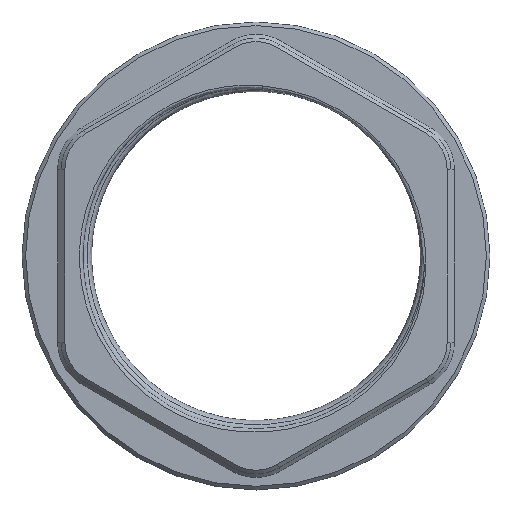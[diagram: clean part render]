
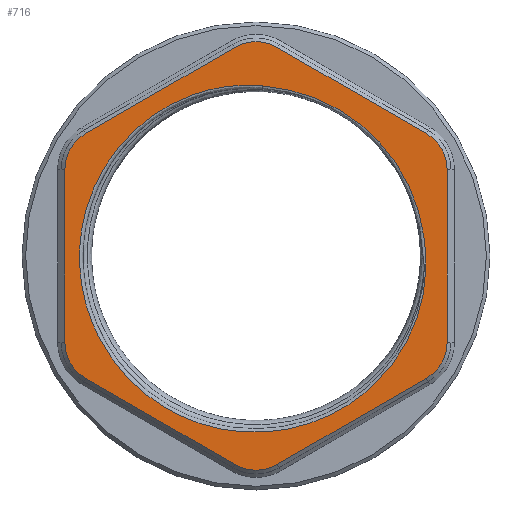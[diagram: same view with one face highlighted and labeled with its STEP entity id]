
A CAD part, top view. The second image highlights one B-rep face of the part: STEP entity #716.
In plain terms, the highlighted planar face has unit normal (0, 0, 1).
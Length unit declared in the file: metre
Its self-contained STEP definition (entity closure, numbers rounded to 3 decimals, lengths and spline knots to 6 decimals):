
#33=LINE('',#2133,#93);
#34=LINE('',#2137,#94);
#35=LINE('',#2141,#95);
#36=LINE('',#2145,#96);
#37=LINE('',#2149,#97);
#38=LINE('',#2153,#98);
#93=VECTOR('',#860,1.);
#94=VECTOR('',#863,1.);
#95=VECTOR('',#866,1.);
#96=VECTOR('',#869,1.);
#97=VECTOR('',#872,1.);
#98=VECTOR('',#875,1.);
#170=B_SPLINE_CURVE_WITH_KNOTS('',3,(#2154,#2155,#2156,#2157,#2158,#2159,
#2160,#2161,#2162,#2163,#2164,#2165,#2166,#2167,#2168,#2169,#2170,#2171,
#2172,#2173,#2174,#2175,#2176,#2177,#2178,#2179,#2180),.UNSPECIFIED.,.F.,
 .F.,(4,1,1,1,1,1,1,1,1,1,1,1,1,1,1,1,1,1,1,1,1,1,1,1,4),(0.,0.011414,
0.017121,0.019974,0.022828,0.025681,
0.028535,0.031388,0.034242,0.039949,
0.042802,0.045656,0.051363,0.054216,
0.05707,0.062777,0.06563,0.068484,
0.071337,0.074191,0.077044,0.079898,
0.085605,0.088458,0.091312),.UNSPECIFIED.);
#171=B_SPLINE_CURVE_WITH_KNOTS('',3,(#2183,#2184,#2185,#2186,#2187,#2188,
#2189,#2190,#2191,#2192,#2193),.UNSPECIFIED.,.F.,.F.,(4,1,1,1,1,1,1,1,4),
(0.,0.003709,0.007418,0.011128,
0.014837,0.018546,0.022255,0.025965,
0.029674),.UNSPECIFIED.);
#185=ORIENTED_EDGE('',*,*,#393,.T.);
#186=ORIENTED_EDGE('',*,*,#394,.T.);
#187=ORIENTED_EDGE('',*,*,#395,.T.);
#188=ORIENTED_EDGE('',*,*,#396,.T.);
#189=ORIENTED_EDGE('',*,*,#397,.T.);
#190=ORIENTED_EDGE('',*,*,#398,.T.);
#191=ORIENTED_EDGE('',*,*,#399,.T.);
#192=ORIENTED_EDGE('',*,*,#400,.T.);
#193=ORIENTED_EDGE('',*,*,#401,.T.);
#194=ORIENTED_EDGE('',*,*,#402,.T.);
#195=ORIENTED_EDGE('',*,*,#403,.T.);
#196=ORIENTED_EDGE('',*,*,#404,.T.);
#197=ORIENTED_EDGE('',*,*,#405,.T.);
#198=ORIENTED_EDGE('',*,*,#406,.T.);
#393=EDGE_CURVE('',#496,#497,#550,.T.);
#394=EDGE_CURVE('',#497,#498,#33,.T.);
#395=EDGE_CURVE('',#498,#499,#551,.T.);
#396=EDGE_CURVE('',#499,#500,#34,.T.);
#397=EDGE_CURVE('',#500,#501,#552,.T.);
#398=EDGE_CURVE('',#501,#502,#35,.T.);
#399=EDGE_CURVE('',#502,#503,#553,.T.);
#400=EDGE_CURVE('',#503,#504,#36,.T.);
#401=EDGE_CURVE('',#504,#505,#554,.T.);
#402=EDGE_CURVE('',#505,#506,#37,.T.);
#403=EDGE_CURVE('',#506,#507,#555,.T.);
#404=EDGE_CURVE('',#507,#496,#38,.T.);
#405=EDGE_CURVE('',#508,#509,#170,.T.);
#406=EDGE_CURVE('',#509,#508,#171,.T.);
#496=VERTEX_POINT('',#2131);
#497=VERTEX_POINT('',#2132);
#498=VERTEX_POINT('',#2134);
#499=VERTEX_POINT('',#2136);
#500=VERTEX_POINT('',#2138);
#501=VERTEX_POINT('',#2140);
#502=VERTEX_POINT('',#2142);
#503=VERTEX_POINT('',#2144);
#504=VERTEX_POINT('',#2146);
#505=VERTEX_POINT('',#2148);
#506=VERTEX_POINT('',#2150);
#507=VERTEX_POINT('',#2152);
#508=VERTEX_POINT('',#2181);
#509=VERTEX_POINT('',#2182);
#550=CIRCLE('',#778,0.0046);
#551=CIRCLE('',#779,0.0046);
#552=CIRCLE('',#780,0.0046);
#553=CIRCLE('',#781,0.0046);
#554=CIRCLE('',#782,0.0046);
#555=CIRCLE('',#783,0.0046);
#586=EDGE_LOOP('',(#185,#186,#187,#188,#189,#190,#191,#192,#193,#194,#195,
#196));
#587=EDGE_LOOP('',(#197,#198));
#641=FACE_BOUND('',#586,.T.);
#642=FACE_BOUND('',#587,.T.);
#693=PLANE('',#777);
#716=ADVANCED_FACE('',(#641,#642),#693,.T.);
#777=AXIS2_PLACEMENT_3D('',#2129,#856,#857);
#778=AXIS2_PLACEMENT_3D('',#2130,#858,#859);
#779=AXIS2_PLACEMENT_3D('',#2135,#861,#862);
#780=AXIS2_PLACEMENT_3D('',#2139,#864,#865);
#781=AXIS2_PLACEMENT_3D('',#2143,#867,#868);
#782=AXIS2_PLACEMENT_3D('',#2147,#870,#871);
#783=AXIS2_PLACEMENT_3D('',#2151,#873,#874);
#856=DIRECTION('',(0.,0.,1.));
#857=DIRECTION('',(0.,-1.,0.));
#858=DIRECTION('',(0.,0.,1.));
#859=DIRECTION('',(0.,-1.,0.));
#860=DIRECTION('',(0.,1.,0.));
#861=DIRECTION('',(0.,0.,1.));
#862=DIRECTION('',(0.,-1.,0.));
#863=DIRECTION('',(-0.866,0.5,0.));
#864=DIRECTION('',(0.,0.,1.));
#865=DIRECTION('',(0.,-1.,0.));
#866=DIRECTION('',(-0.866,-0.5,0.));
#867=DIRECTION('',(0.,0.,1.));
#868=DIRECTION('',(0.,-1.,0.));
#869=DIRECTION('',(0.,-1.,0.));
#870=DIRECTION('',(0.,0.,1.));
#871=DIRECTION('',(0.,-1.,0.));
#872=DIRECTION('',(0.866,-0.5,0.));
#873=DIRECTION('',(0.,0.,1.));
#874=DIRECTION('',(0.,-1.,0.));
#875=DIRECTION('',(0.866,0.5,0.));
#2129=CARTESIAN_POINT('',(0.,0.,0.006));
#2130=CARTESIAN_POINT('',(0.016521,-0.009538,0.006));
#2131=CARTESIAN_POINT('',(0.018821,-0.013522,0.006));
#2132=CARTESIAN_POINT('',(0.021121,-0.009538,0.006));
#2133=CARTESIAN_POINT('',(0.021121,0.009538,0.006));
#2134=CARTESIAN_POINT('',(0.021121,0.009538,0.006));
#2135=CARTESIAN_POINT('',(0.016521,0.009538,0.006));
#2136=CARTESIAN_POINT('',(0.018821,0.013522,0.006));
#2137=CARTESIAN_POINT('',(0.0023,0.02306,0.006));
#2138=CARTESIAN_POINT('',(0.0023,0.02306,0.006));
#2139=CARTESIAN_POINT('',(0.,0.019076,0.006));
#2140=CARTESIAN_POINT('',(-0.0023,0.02306,0.006));
#2141=CARTESIAN_POINT('',(-0.018821,0.013522,0.006));
#2142=CARTESIAN_POINT('',(-0.018821,0.013522,0.006));
#2143=CARTESIAN_POINT('',(-0.016521,0.009538,0.006));
#2144=CARTESIAN_POINT('',(-0.021121,0.009538,0.006));
#2145=CARTESIAN_POINT('',(-0.021121,-0.009538,0.006));
#2146=CARTESIAN_POINT('',(-0.021121,-0.009538,0.006));
#2147=CARTESIAN_POINT('',(-0.016521,-0.009538,0.006));
#2148=CARTESIAN_POINT('',(-0.018821,-0.013522,0.006));
#2149=CARTESIAN_POINT('',(-0.0023,-0.02306,0.006));
#2150=CARTESIAN_POINT('',(-0.0023,-0.02306,0.006));
#2151=CARTESIAN_POINT('',(0.,-0.019076,0.006));
#2152=CARTESIAN_POINT('',(0.0023,-0.02306,0.006));
#2153=CARTESIAN_POINT('',(0.018821,-0.013522,0.006));
#2154=CARTESIAN_POINT('',(0.018763,-0.001239,0.006));
#2155=CARTESIAN_POINT('',(0.018741,-0.005053,0.006));
#2156=CARTESIAN_POINT('',(0.016755,-0.01063,0.006));
#2157=CARTESIAN_POINT('',(0.011991,-0.015349,0.006));
#2158=CARTESIAN_POINT('',(0.008803,-0.017342,0.006));
#2159=CARTESIAN_POINT('',(0.006171,-0.018483,0.006));
#2160=CARTESIAN_POINT('',(0.003458,-0.019209,0.006));
#2161=CARTESIAN_POINT('',(0.000608,-0.019537,0.006));
#2162=CARTESIAN_POINT('',(-0.002206,-0.019444,0.006));
#2163=CARTESIAN_POINT('',(-0.005949,-0.018765,0.006));
#2164=CARTESIAN_POINT('',(-0.009441,-0.017293,0.006));
#2165=CARTESIAN_POINT('',(-0.012546,-0.01508,0.006));
#2166=CARTESIAN_POINT('',(-0.015252,-0.012485,0.006));
#2167=CARTESIAN_POINT('',(-0.0174,-0.009252,0.006));
#2168=CARTESIAN_POINT('',(-0.01874,-0.005743,0.006));
#2169=CARTESIAN_POINT('',(-0.019569,-0.002033,0.006));
#2170=CARTESIAN_POINT('',(-0.019571,0.001756,0.006));
#2171=CARTESIAN_POINT('',(-0.018733,0.005479,0.006));
#2172=CARTESIAN_POINT('',(-0.017722,0.008099,0.006));
#2173=CARTESIAN_POINT('',(-0.016306,0.010596,0.006));
#2174=CARTESIAN_POINT('',(-0.014573,0.01281,0.006));
#2175=CARTESIAN_POINT('',(-0.012496,0.014775,0.006));
#2176=CARTESIAN_POINT('',(-0.0094,0.016924,0.006));
#2177=CARTESIAN_POINT('',(-0.005834,0.018353,0.006));
#2178=CARTESIAN_POINT('',(-0.002121,0.018908,0.006));
#2179=CARTESIAN_POINT('',(-0.000204,0.018886,0.006));
#2180=CARTESIAN_POINT('',(0.000745,0.018789,0.006));
#2181=CARTESIAN_POINT('',(0.018763,-0.001239,0.006));
#2182=CARTESIAN_POINT('',(0.000745,0.018789,0.006));
#2183=CARTESIAN_POINT('',(0.000745,0.018789,0.006));
#2184=CARTESIAN_POINT('',(0.001986,0.018663,0.006));
#2185=CARTESIAN_POINT('',(0.004424,0.018255,0.006));
#2186=CARTESIAN_POINT('',(0.007951,0.016943,0.006));
#2187=CARTESIAN_POINT('',(0.01111,0.015018,0.006));
#2188=CARTESIAN_POINT('',(0.013884,0.012484,0.006));
#2189=CARTESIAN_POINT('',(0.016086,0.009498,0.006));
#2190=CARTESIAN_POINT('',(0.017687,0.006118,0.006));
#2191=CARTESIAN_POINT('',(0.018616,0.002513,0.006));
#2192=CARTESIAN_POINT('',(0.01877,0.00001,0.006));
#2193=CARTESIAN_POINT('',(0.018763,-0.001239,0.006));
